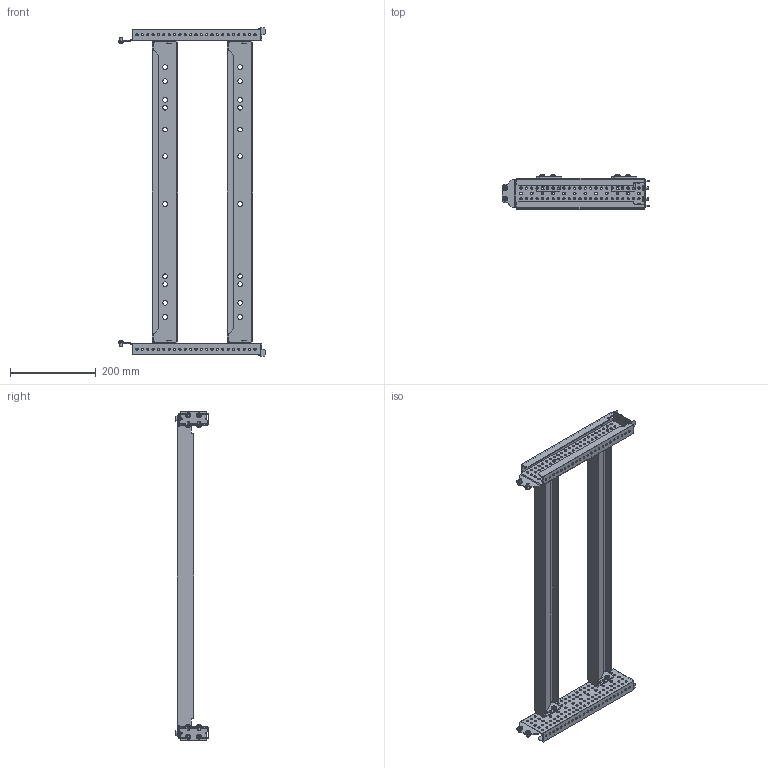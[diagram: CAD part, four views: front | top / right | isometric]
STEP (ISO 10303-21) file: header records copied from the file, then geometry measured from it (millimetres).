
FILE_DESCRIPTION (( 'STEP AP203' ), '1' );
FILE_NAME ('FO-00-EFG-060-080 FORMAT Êîìïëåêò óñòàíîâî÷íûé ARMAT ACB 600õ800 IEK.STEP', '2025-01-20T12:03:47', ( '' ), ( '' ), 'SwSTEP 2.0', 'SolidWorks 2022', '' );
FILE_SCHEMA (( 'CONFIG_CONTROL_DESIGN' ));
Length unit declared in the file: millimetre
Products named in the file (1): FO-00-EFG-060-080 FORMAT Комплект установочный ARMAT ACB 600х800 IEK
Bounding box: 344.49 x 79 x 766 mm (x, y, z)
Volume: 728282.4 mm3; surface area: 573968.9 mm2
Topology: 4 solids, 4 shells, 1640 faces, 4512 edges, 2952 vertices
Faces by surface type: cylinder 1100, plane 368, cone 80, torus 80, bspline 12
Entity records: 55323 total; most frequent: DIRECTION 10170, CARTESIAN_POINT 9933, ORIENTED_EDGE 9024, EDGE_CURVE 4512, AXIS2_PLACEMENT_3D 4077, VERTEX_POINT 2952, CIRCLE 2448, EDGE_LOOP 2380
